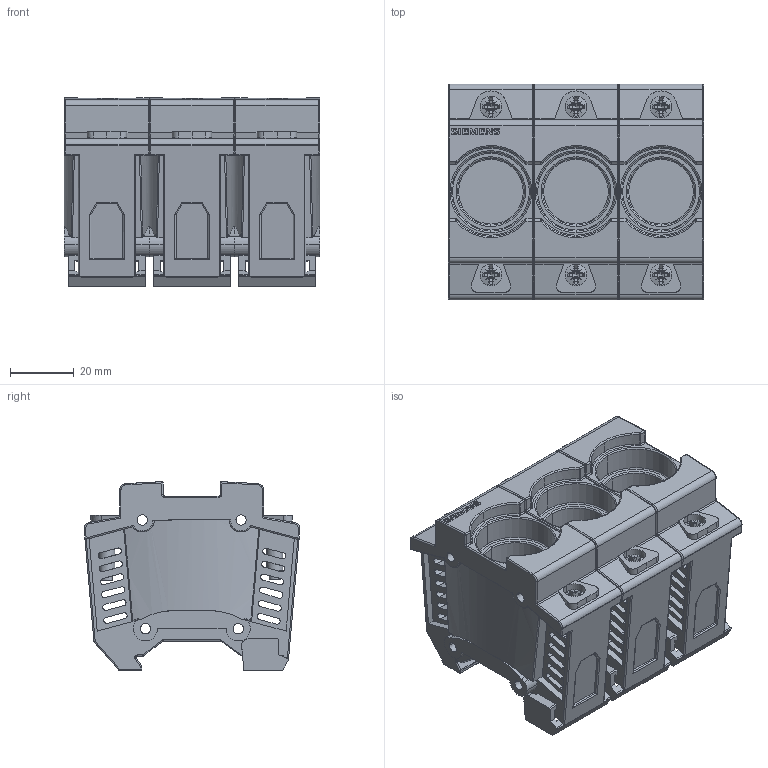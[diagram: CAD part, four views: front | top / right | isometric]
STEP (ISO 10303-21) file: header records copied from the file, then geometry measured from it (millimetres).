
FILE_DESCRIPTION(('STEP AP214'),'1');
FILE_NAME('cctmp_B8D1BDD3-1499-4423-B57F-22C67C54B548_2023_07_21_23_25_07_0508..stp','2023-07-21T21:25:09',('SIEMENS A&D'),('CADClick - www.CADClick.com'),'Spatial InterOp 3D postprocessed',' ','unknown authorization');
FILE_SCHEMA(('AUTOMOTIVE_DESIGN'));
Length unit declared in the file: millimetre
Products named in the file (17): cc_unnamed; 2023_07_21_23_25_07_0450; 2023_07_21_23_25_07_0446; 2023_07_21_23_25_07_0442; 2023_07_21_23_25_07_0439; 2023_07_21_23_25_07_0435; 2023_07_21_23_25_07_0432; 2023_07_21_23_25_07_0428; 2023_07_21_23_25_07_0424; 2023_07_21_23_25_07_0420; 2023_07_21_23_25_07_0416; 2023_07_21_23_25_07_0412; 2023_07_21_23_25_07_0408; 2023_07_21_23_25_07_0404; 2023_07_21_23_25_07_0400; 2023_07_21_23_25_07_0397; 2023_07_21_23_25_07_0393
Assembly tree (16 placements, depth 2):
  cc_unnamed
    2023_07_21_23_25_07_0450
    2023_07_21_23_25_07_0446
    2023_07_21_23_25_07_0442
    2023_07_21_23_25_07_0439
    2023_07_21_23_25_07_0435
    2023_07_21_23_25_07_0432
    2023_07_21_23_25_07_0428
    2023_07_21_23_25_07_0424
    2023_07_21_23_25_07_0420
    2023_07_21_23_25_07_0416
    2023_07_21_23_25_07_0412
    2023_07_21_23_25_07_0408
    2023_07_21_23_25_07_0404
    2023_07_21_23_25_07_0400
    2023_07_21_23_25_07_0397
    2023_07_21_23_25_07_0393
Bounding box: 79.8 x 67.48 x 58.98 mm (x, y, z)
Volume: 174225.2 mm3; surface area: 57348.7 mm2
Topology: 3 solids, 9 shells, 1716 faces, 4659 edges, 2930 vertices
Faces by surface type: plane 704, cylinder 663, torus 168, sphere 78, cone 66, bspline 30, extrusion 7
Entity records: 63619 total; most frequent: CARTESIAN_POINT 14351, DIRECTION 9370, ORIENTED_EDGE 9198, EDGE_CURVE 4599, AXIS2_PLACEMENT_3D 3523, VERTEX_POINT 2905, VECTOR 2324, LINE 2317
